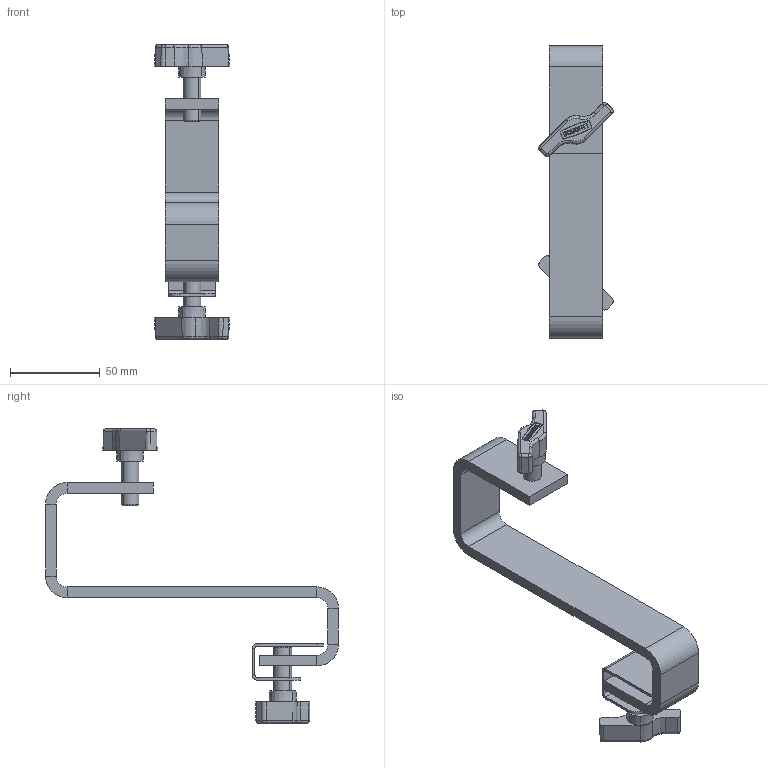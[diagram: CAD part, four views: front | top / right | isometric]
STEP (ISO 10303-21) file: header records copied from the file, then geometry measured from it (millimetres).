
FILE_DESCRIPTION (( 'STEP AP203' ), '1' );
FILE_NAME ('T63753.STEP', '2018-08-16T10:55:56', ( '' ), ( '' ), 'SwSTEP 2.0', 'SolidWorks 2016', '' );
FILE_SCHEMA (( 'CONFIG_CONTROL_DESIGN' ));
Length unit declared in the file: millimetre
Products named in the file (4): T63753; Doughty Knob_S0168; TH2690; TH2691
Assembly tree (4 placements, depth 2):
  T63753
    TH2690
    TH2691
    Doughty Knob_S0168  x2
Bounding box: 41.46 x 163 x 164.5 mm (x, y, z)
Volume: 79345.8 mm3; surface area: 35483.3 mm2
Topology: 4 solids, 4 shells, 536 faces, 1357 edges, 878 vertices
Faces by surface type: plane 321, cylinder 102, bspline 73, cone 24, torus 16
Entity records: 17360 total; most frequent: CARTESIAN_POINT 7394, ORIENTED_EDGE 2080, DIRECTION 1738, EDGE_CURVE 1040, LINE 738, VECTOR 738, VERTEX_POINT 672, AXIS2_PLACEMENT_3D 500
